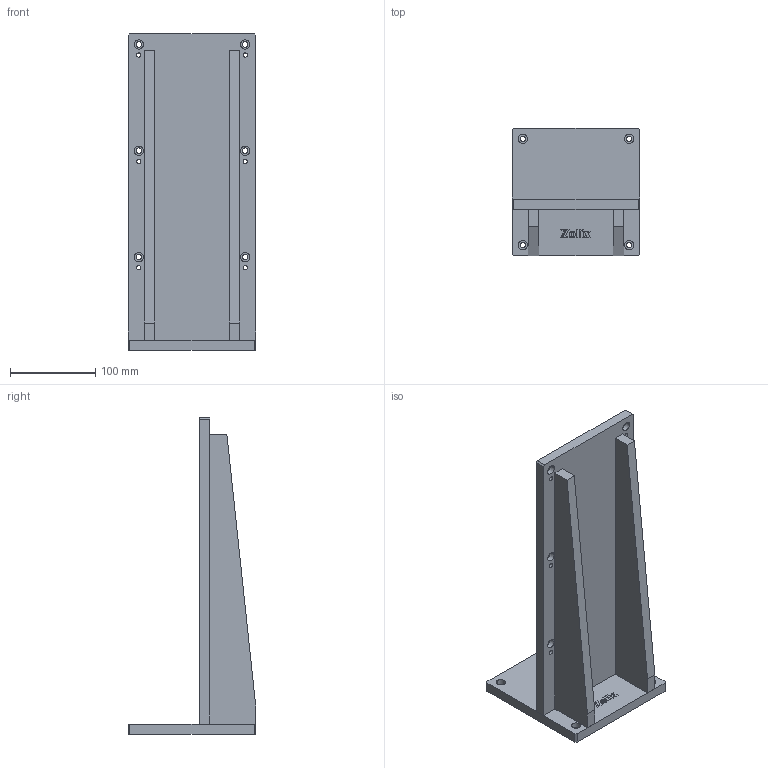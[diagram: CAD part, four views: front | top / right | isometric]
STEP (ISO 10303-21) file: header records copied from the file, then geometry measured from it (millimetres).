
FILE_DESCRIPTION (( 'STEP AP203' ), '1' );
FILE_NAME ('PHOB-A150A.step', '2019-05-08T10:20:13', ( '' ), ( '' ), 'SwSTEP 2.0', 'SolidWorks 2017', '' );
FILE_SCHEMA (( 'CONFIG_CONTROL_DESIGN' ));
Length unit declared in the file: millimetre
Products named in the file (1): PHOB-A150A
Bounding box: 150 x 150 x 372 mm (x, y, z)
Surface area: 239537.8 mm2 (no closed solid volume)
Topology: 0 solids, 35 shells, 386 faces, 1444 edges, 1014 vertices
Faces by surface type: plane 214, cylinder 92, torus 40, cone 40
Entity records: 15075 total; most frequent: CARTESIAN_POINT 2805, DIRECTION 2644, ORIENTED_EDGE 2130, EDGE_CURVE 1404, VERTEX_POINT 1014, VECTOR 938, LINE 938, AXIS2_PLACEMENT_3D 853
